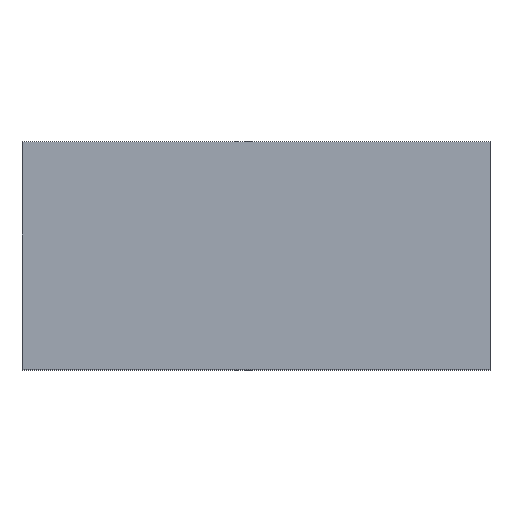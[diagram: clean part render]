
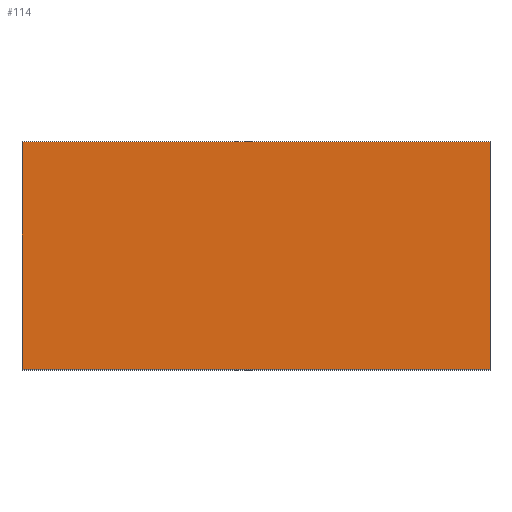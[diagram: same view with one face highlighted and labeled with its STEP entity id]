
A CAD part, top view. The second image highlights one B-rep face of the part: STEP entity #114.
In plain terms, the highlighted planar face has unit normal (0, 0, 1).
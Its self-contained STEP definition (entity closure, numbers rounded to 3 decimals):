
#13=DIRECTION('',(0.,0.,1.));
#14=DIRECTION('',(1.,0.,0.));
#37=VERTEX_POINT('',#38);
#38=CARTESIAN_POINT('',(0.,0.,8.));
#46=VECTOR('',#47,1.);
#47=DIRECTION('',(0.,1.,0.));
#50=VERTEX_POINT('',#51);
#51=CARTESIAN_POINT('',(0.,3.5,8.));
#53=ORIENTED_EDGE('',*,*,#54,.F.);
#54=EDGE_CURVE('',#37,#50,#55,.T.);
#55=LINE('',#38,#46);
#65=VERTEX_POINT('',#66);
#66=CARTESIAN_POINT('',(7.2,0.,8.));
#75=VERTEX_POINT('',#76);
#76=CARTESIAN_POINT('',(7.2,3.5,8.));
#79=EDGE_CURVE('',#65,#75,#80,.T.);
#80=LINE('',#66,#46);
#89=VECTOR('',#14,1.);
#91=ORIENTED_EDGE('',*,*,#92,.T.);
#92=EDGE_CURVE('',#37,#65,#93,.T.);
#93=LINE('',#38,#89);
#103=EDGE_CURVE('',#50,#75,#104,.T.);
#104=LINE('',#51,#89);
#114=ADVANCED_FACE('',(#115),#119,.T.);
#115=FACE_BOUND('',#116,.T.);
#116=EDGE_LOOP('',(#53,#91,#117,#118));
#117=ORIENTED_EDGE('',*,*,#79,.T.);
#118=ORIENTED_EDGE('',*,*,#103,.F.);
#119=PLANE('',#120);
#120=AXIS2_PLACEMENT_3D('',#38,#13,#14);
